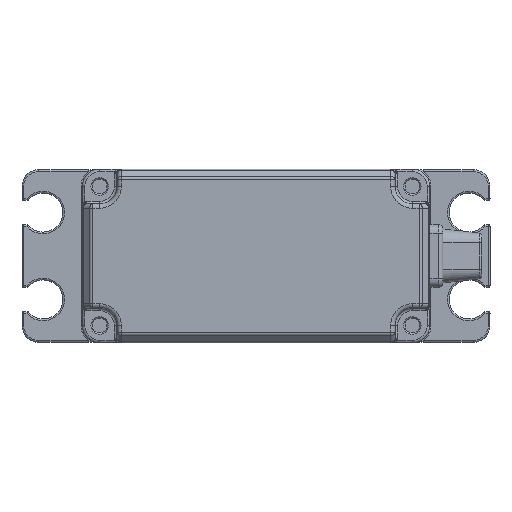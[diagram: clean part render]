
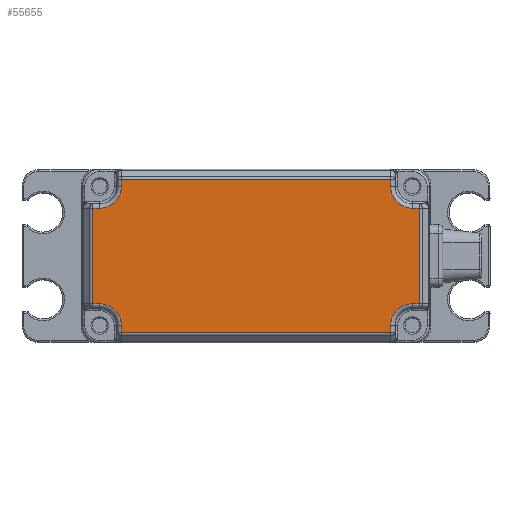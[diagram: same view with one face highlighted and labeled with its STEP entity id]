
A CAD part, front view. The second image highlights one B-rep face of the part: STEP entity #55655.
In plain terms, the highlighted planar face has unit normal (0, -1, 0).
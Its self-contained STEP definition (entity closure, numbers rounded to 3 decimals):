
#41653=DIRECTION('',(-1.,0.,0.004));
#41654=VECTOR('',#41653,0.783);
#41655=CARTESIAN_POINT('',(-18.01,-2.9,5.5));
#41656=LINE('',#41655,#41654);
#41660=CARTESIAN_POINT('',(-18.,-2.9,8.));
#41661=DIRECTION('',(0.,1.,0.));
#41662=DIRECTION('',(1.,0.,0.));
#41663=AXIS2_PLACEMENT_3D('',#41660,#41661,#41662);
#41668=DIRECTION('',(0.,0.,-1.));
#41669=VECTOR('',#41668,0.793);
#41670=CARTESIAN_POINT('',(-15.5,-2.9,8.793));
#41671=LINE('',#41670,#41669);
#41675=DIRECTION('',(-1.,0.,0.));
#41676=VECTOR('',#41675,31.);
#41677=CARTESIAN_POINT('',(15.5,-2.9,8.793));
#41678=LINE('',#41677,#41676);
#41682=DIRECTION('',(0.,0.,1.));
#41683=VECTOR('',#41682,0.793);
#41684=CARTESIAN_POINT('',(15.5,-2.9,8.));
#41685=LINE('',#41684,#41683);
#41689=CARTESIAN_POINT('',(18.,-2.9,8.));
#41690=DIRECTION('',(0.,1.,0.));
#41691=DIRECTION('',(0.004,0.,-1.));
#41692=AXIS2_PLACEMENT_3D('',#41689,#41690,#41691);
#41697=DIRECTION('',(-1.,0.,-0.004));
#41698=VECTOR('',#41697,0.783);
#41699=CARTESIAN_POINT('',(18.793,-2.9,5.503));
#41700=LINE('',#41699,#41698);
#41704=DIRECTION('',(0.,0.,1.));
#41705=VECTOR('',#41704,11.007);
#41706=CARTESIAN_POINT('',(18.793,-2.9,-5.503));
#41707=LINE('',#41706,#41705);
#41711=DIRECTION('',(1.,0.,-0.004));
#41712=VECTOR('',#41711,0.783);
#41713=CARTESIAN_POINT('',(18.01,-2.9,-5.5));
#41714=LINE('',#41713,#41712);
#41718=CARTESIAN_POINT('',(18.,-2.9,-8.));
#41719=DIRECTION('',(0.,1.,0.));
#41720=DIRECTION('',(-1.,0.,0.));
#41721=AXIS2_PLACEMENT_3D('',#41718,#41719,#41720);
#41726=DIRECTION('',(0.,0.,1.));
#41727=VECTOR('',#41726,0.793);
#41728=CARTESIAN_POINT('',(15.5,-2.9,-8.793));
#41729=LINE('',#41728,#41727);
#41733=DIRECTION('',(1.,0.,0.));
#41734=VECTOR('',#41733,31.);
#41735=CARTESIAN_POINT('',(-15.5,-2.9,-8.793));
#41736=LINE('',#41735,#41734);
#41740=DIRECTION('',(0.,0.,-1.));
#41741=VECTOR('',#41740,0.793);
#41742=CARTESIAN_POINT('',(-15.5,-2.9,-8.));
#41743=LINE('',#41742,#41741);
#41747=CARTESIAN_POINT('',(-18.,-2.9,-8.));
#41748=DIRECTION('',(0.,1.,0.));
#41749=DIRECTION('',(-0.004,0.,1.));
#41750=AXIS2_PLACEMENT_3D('',#41747,#41748,#41749);
#41755=DIRECTION('',(1.,0.,0.004));
#41756=VECTOR('',#41755,0.783);
#41757=CARTESIAN_POINT('',(-18.793,-2.9,-5.503));
#41758=LINE('',#41757,#41756);
#41762=DIRECTION('',(0.,0.,-1.));
#41763=VECTOR('',#41762,11.007);
#41764=CARTESIAN_POINT('',(-18.793,-2.9,5.503));
#41765=LINE('',#41764,#41763);
#53706=CARTESIAN_POINT('',(-18.793,-2.9,5.503));
#53707=VERTEX_POINT('',#53706);
#53708=CARTESIAN_POINT('',(-18.01,-2.9,5.5));
#53709=VERTEX_POINT('',#53708);
#53714=CARTESIAN_POINT('',(-15.5,-2.9,8.));
#53715=VERTEX_POINT('',#53714);
#53718=CARTESIAN_POINT('',(-15.5,-2.9,8.793));
#53719=VERTEX_POINT('',#53718);
#53734=CARTESIAN_POINT('',(-15.5,-2.9,-8.793));
#53735=VERTEX_POINT('',#53734);
#53736=CARTESIAN_POINT('',(-15.5,-2.9,-8.));
#53737=VERTEX_POINT('',#53736);
#53742=CARTESIAN_POINT('',(-18.01,-2.9,-5.5));
#53743=VERTEX_POINT('',#53742);
#53746=CARTESIAN_POINT('',(-18.793,-2.9,-5.503));
#53747=VERTEX_POINT('',#53746);
#53762=CARTESIAN_POINT('',(18.793,-2.9,-5.503));
#53763=VERTEX_POINT('',#53762);
#53764=CARTESIAN_POINT('',(18.01,-2.9,-5.5));
#53765=VERTEX_POINT('',#53764);
#53770=CARTESIAN_POINT('',(15.5,-2.9,-8.));
#53771=VERTEX_POINT('',#53770);
#53774=CARTESIAN_POINT('',(15.5,-2.9,-8.793));
#53775=VERTEX_POINT('',#53774);
#53790=CARTESIAN_POINT('',(15.5,-2.9,8.793));
#53791=VERTEX_POINT('',#53790);
#53792=CARTESIAN_POINT('',(15.5,-2.9,8.));
#53793=VERTEX_POINT('',#53792);
#53798=CARTESIAN_POINT('',(18.01,-2.9,5.5));
#53799=VERTEX_POINT('',#53798);
#53802=CARTESIAN_POINT('',(18.793,-2.9,5.503));
#53803=VERTEX_POINT('',#53802);
#55616=CARTESIAN_POINT('',(0.,-2.9,0.));
#55617=DIRECTION('',(0.,1.,0.));
#55618=DIRECTION('',(1.,0.,0.));
#55619=AXIS2_PLACEMENT_3D('',#55616,#55617,#55618);
#55620=PLANE('',#55619);
#55622=ORIENTED_EDGE('',*,*,#55621,.F.);
#55624=ORIENTED_EDGE('',*,*,#55623,.F.);
#55626=ORIENTED_EDGE('',*,*,#55625,.F.);
#55628=ORIENTED_EDGE('',*,*,#55627,.F.);
#55630=ORIENTED_EDGE('',*,*,#55629,.F.);
#55632=ORIENTED_EDGE('',*,*,#55631,.F.);
#55634=ORIENTED_EDGE('',*,*,#55633,.F.);
#55636=ORIENTED_EDGE('',*,*,#55635,.F.);
#55638=ORIENTED_EDGE('',*,*,#55637,.F.);
#55640=ORIENTED_EDGE('',*,*,#55639,.F.);
#55642=ORIENTED_EDGE('',*,*,#55641,.F.);
#55644=ORIENTED_EDGE('',*,*,#55643,.F.);
#55646=ORIENTED_EDGE('',*,*,#55645,.F.);
#55648=ORIENTED_EDGE('',*,*,#55647,.F.);
#55650=ORIENTED_EDGE('',*,*,#55649,.F.);
#55652=ORIENTED_EDGE('',*,*,#55651,.F.);
#55653=EDGE_LOOP('',(#55622,#55624,#55626,#55628,#55630,#55632,#55634,#55636,
#55638,#55640,#55642,#55644,#55646,#55648,#55650,#55652));
#55654=FACE_OUTER_BOUND('',#55653,.F.);
#55655=ADVANCED_FACE('',(#55654),#55620,.F.);
#41664=CIRCLE('',#41663,2.5);
#41693=CIRCLE('',#41692,2.5);
#41722=CIRCLE('',#41721,2.5);
#41751=CIRCLE('',#41750,2.5);
#55621=EDGE_CURVE('',#53709,#53707,#41656,.T.);
#55623=EDGE_CURVE('',#53715,#53709,#41664,.T.);
#55625=EDGE_CURVE('',#53719,#53715,#41671,.T.);
#55627=EDGE_CURVE('',#53791,#53719,#41678,.T.);
#55629=EDGE_CURVE('',#53793,#53791,#41685,.T.);
#55631=EDGE_CURVE('',#53799,#53793,#41693,.T.);
#55633=EDGE_CURVE('',#53803,#53799,#41700,.T.);
#55635=EDGE_CURVE('',#53763,#53803,#41707,.T.);
#55637=EDGE_CURVE('',#53765,#53763,#41714,.T.);
#55639=EDGE_CURVE('',#53771,#53765,#41722,.T.);
#55641=EDGE_CURVE('',#53775,#53771,#41729,.T.);
#55643=EDGE_CURVE('',#53735,#53775,#41736,.T.);
#55645=EDGE_CURVE('',#53737,#53735,#41743,.T.);
#55647=EDGE_CURVE('',#53743,#53737,#41751,.T.);
#55649=EDGE_CURVE('',#53747,#53743,#41758,.T.);
#55651=EDGE_CURVE('',#53707,#53747,#41765,.T.);
